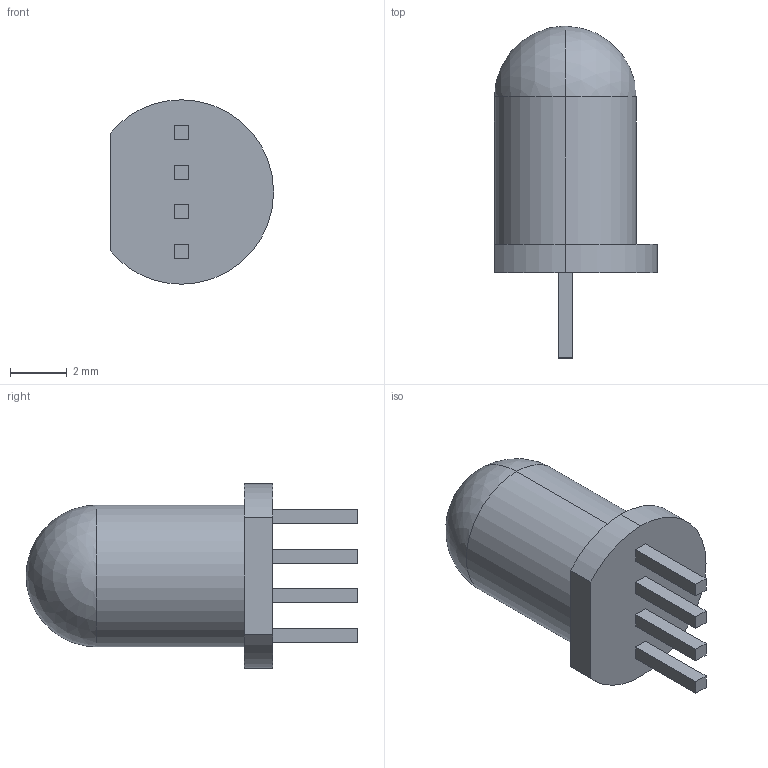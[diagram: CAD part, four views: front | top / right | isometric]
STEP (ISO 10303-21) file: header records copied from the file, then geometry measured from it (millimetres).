
FILE_DESCRIPTION (( 'STEP AP214' ), '1' );
FILE_NAME ('Led_5mm4pin.STEP', '2022-10-18T05:38:04', ( '' ), ( '' ), 'SwSTEP 2.0', 'SolidWorks 2017', '' );
FILE_SCHEMA (( 'AUTOMOTIVE_DESIGN' ));
Length unit declared in the file: millimetre
Products named in the file (1): Led_5mm4pin
Bounding box: 5.75 x 11.7 x 6.5 mm (x, y, z)
Volume: 168.9 mm3; surface area: 207.5 mm2
Topology: 1 solids, 1 shells, 30 faces, 74 edges, 48 vertices
Faces by surface type: plane 23, cylinder 5, sphere 2
Entity records: 995 total; most frequent: CARTESIAN_POINT 147, DIRECTION 145, ORIENTED_EDGE 140, EDGE_CURVE 70, VECTOR 57, LINE 57, VERTEX_POINT 46, AXIS2_PLACEMENT_3D 44
